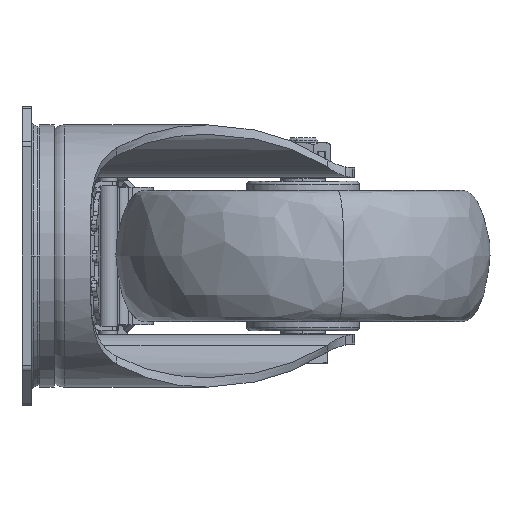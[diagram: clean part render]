
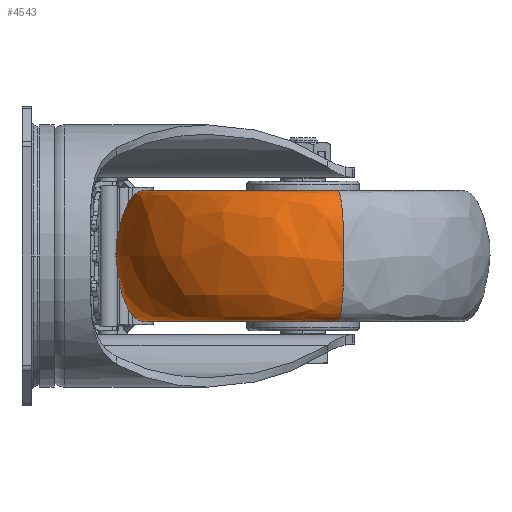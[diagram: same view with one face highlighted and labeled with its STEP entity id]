
A CAD part, left-side view. The second image highlights one B-rep face of the part: STEP entity #4543.
In plain terms, the highlighted free-form (B-spline) face has degree [3, 3] with [4, 4] control points.
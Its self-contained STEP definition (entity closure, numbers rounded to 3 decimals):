
#870 =( BOUNDED_CURVE ( )  B_SPLINE_CURVE ( 3, ( #3170, #26383, #46211, #17885 ),
 .UNSPECIFIED., .F., .F. ) 
 B_SPLINE_CURVE_WITH_KNOTS ( ( 4, 4 ),
 ( 0., 3.142 ),
 .UNSPECIFIED. ) 
 CURVE ( )  GEOMETRIC_REPRESENTATION_ITEM ( )  RATIONAL_B_SPLINE_CURVE ( ( 1., 0.333, 0.333, 1. ) ) 
 REPRESENTATION_ITEM ( '' )  );
#1246 =( BOUNDED_CURVE ( )  B_SPLINE_CURVE ( 3, ( #2627, #40924, #41843, #7965 ),
 .UNSPECIFIED., .F., .T. ) 
 B_SPLINE_CURVE_WITH_KNOTS ( ( 4, 4 ),
 ( 0., 3.142 ),
 .UNSPECIFIED. ) 
 CURVE ( )  GEOMETRIC_REPRESENTATION_ITEM ( )  RATIONAL_B_SPLINE_CURVE ( ( 1., 0.333, 0.333, 1. ) ) 
 REPRESENTATION_ITEM ( '' )  );
#2196 = CARTESIAN_POINT ( 'NONE',  ( -3.469, -84.305, -17.5 ) ) ;
#2614 = CARTESIAN_POINT ( 'NONE',  ( 79.469, -65.695, 17.5 ) ) ;
#2627 = CARTESIAN_POINT ( 'NONE',  ( 79.469, -65.695, 17.5 ) ) ;
#3170 = CARTESIAN_POINT ( 'NONE',  ( -3.469, -84.305, 17.5 ) ) ;
#4543 = ADVANCED_FACE ( 'NONE', ( #17523 ), #50589, .F. ) ;
#4650 = EDGE_CURVE ( 'NONE', #40766, #15235, #29368, .T. ) ;
#5619 = ORIENTED_EDGE ( 'NONE', *, *, #52092, .T. ) ;
#6872 = CARTESIAN_POINT ( 'NONE',  ( -3.469, -84.305, 17.5 ) ) ;
#7186 = DIRECTION ( 'NONE',  ( 0., 0., -1. ) ) ;
#7497 = CARTESIAN_POINT ( 'NONE',  ( -18.105, -87.59, 17.5 ) ) ;
#7965 = CARTESIAN_POINT ( 'NONE',  ( 79.469, -65.695, -17.5 ) ) ;
#7996 = CARTESIAN_POINT ( 'NONE',  ( 38., -75., 17.5 ) ) ;
#8215 = CARTESIAN_POINT ( 'NONE',  ( 79.469, -65.695, -17.5 ) ) ;
#11787 = CARTESIAN_POINT ( 'NONE',  ( -3.469, -84.305, -17.5 ) ) ;
#15235 = VERTEX_POINT ( 'NONE', #8215 ) ;
#16312 = CARTESIAN_POINT ( 'NONE',  ( 68.925, 49.799, -17.5 ) ) ;
#16911 = CARTESIAN_POINT ( 'NONE',  ( 94.105, -62.41, 17.5 ) ) ;
#17221 = CARTESIAN_POINT ( 'NONE',  ( 79.469, -65.695, -17.5 ) ) ;
#17523 = FACE_OUTER_BOUND ( 'NONE', #31792, .T. ) ;
#17885 = CARTESIAN_POINT ( 'NONE',  ( -3.469, -84.305, -17.5 ) ) ;
#21914 = ORIENTED_EDGE ( 'NONE', *, *, #54545, .F. ) ;
#22228 = CARTESIAN_POINT ( 'NONE',  ( 79.469, -65.695, 17.5 ) ) ;
#23478 = CARTESIAN_POINT ( 'NONE',  ( -3.469, -84.305, 17.5 ) ) ;
#23634 = AXIS2_PLACEMENT_3D ( 'NONE', #7996, #26474, #50737 ) ;
#23772 = VERTEX_POINT ( 'NONE', #2614 ) ;
#25693 = DIRECTION ( 'NONE',  ( 0.976, 0.219, 0. ) ) ;
#26018 = CARTESIAN_POINT ( 'NONE',  ( -22.08, -1.368, 17.5 ) ) ;
#26383 = CARTESIAN_POINT ( 'NONE',  ( -18.105, -87.59, 17.5 ) ) ;
#26474 = DIRECTION ( 'NONE',  ( 0., 0., -1. ) ) ;
#26952 = CARTESIAN_POINT ( 'NONE',  ( -43.284, 24.62, -17.5 ) ) ;
#29238 = VERTEX_POINT ( 'NONE', #23478 ) ;
#29368 = CIRCLE ( 'NONE', #35405, 42.5 ) ;
#31792 = EDGE_LOOP ( 'NONE', ( #21914, #5619, #39854, #47095 ) ) ;
#35405 = AXIS2_PLACEMENT_3D ( 'NONE', #54967, #7186, #25693 ) ;
#35430 = CARTESIAN_POINT ( 'NONE',  ( -18.105, -87.59, -17.5 ) ) ;
#39854 = ORIENTED_EDGE ( 'NONE', *, *, #55050, .T. ) ;
#40171 = CARTESIAN_POINT ( 'NONE',  ( 60.858, 17.243, -17.5 ) ) ;
#40464 = CARTESIAN_POINT ( 'NONE',  ( -22.08, -1.368, -17.5 ) ) ;
#40766 = VERTEX_POINT ( 'NONE', #11787 ) ;
#40924 = CARTESIAN_POINT ( 'NONE',  ( 94.105, -62.41, 17.5 ) ) ;
#41703 = CIRCLE ( 'NONE', #23634, 42.5 ) ;
#41843 = CARTESIAN_POINT ( 'NONE',  ( 94.105, -62.41, -17.5 ) ) ;
#44875 = CARTESIAN_POINT ( 'NONE',  ( 68.925, 49.799, 17.5 ) ) ;
#46211 = CARTESIAN_POINT ( 'NONE',  ( -18.105, -87.59, -17.5 ) ) ;
#47095 = ORIENTED_EDGE ( 'NONE', *, *, #4650, .F. ) ;
#50589 =( BOUNDED_SURFACE ( )  B_SPLINE_SURFACE ( 3, 3, ( 
 ( #6872, #26018, #60295, #22228 ),
 ( #7497, #59349, #44875, #16911 ),
 ( #35430, #26952, #16312, #55903 ),
 ( #2196, #40464, #40171, #17221 ) ),
 .UNSPECIFIED., .F., .F., .F. ) 
 B_SPLINE_SURFACE_WITH_KNOTS ( ( 4, 4 ),
 ( 4, 4 ),
 ( 0., 1. ),
 ( 0., 1. ),
 .UNSPECIFIED. ) 
 GEOMETRIC_REPRESENTATION_ITEM ( )  RATIONAL_B_SPLINE_SURFACE ( (
 ( 1., 0.333, 0.333, 1.),
 ( 0.333, 0.111, 0.111, 0.333),
 ( 0.333, 0.111, 0.111, 0.333),
 ( 1., 0.333, 0.333, 1.) ) ) 
 REPRESENTATION_ITEM ( '' )  SURFACE ( )  );
#50737 = DIRECTION ( 'NONE',  ( 0.976, 0.219, 0. ) ) ;
#52092 = EDGE_CURVE ( 'NONE', #29238, #23772, #41703, .T. ) ;
#54545 = EDGE_CURVE ( 'NONE', #29238, #40766, #870, .T. ) ;
#54967 = CARTESIAN_POINT ( 'NONE',  ( 38., -75., -17.5 ) ) ;
#55050 = EDGE_CURVE ( 'NONE', #23772, #15235, #1246, .T. ) ;
#55903 = CARTESIAN_POINT ( 'NONE',  ( 94.105, -62.41, -17.5 ) ) ;
#59349 = CARTESIAN_POINT ( 'NONE',  ( -43.284, 24.62, 17.5 ) ) ;
#60295 = CARTESIAN_POINT ( 'NONE',  ( 60.858, 17.243, 17.5 ) ) ;
